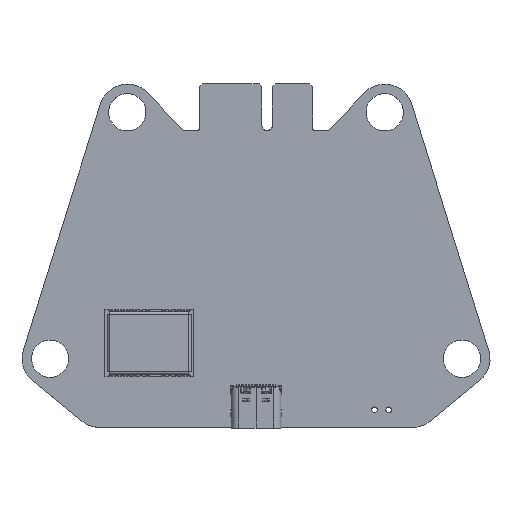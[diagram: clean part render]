
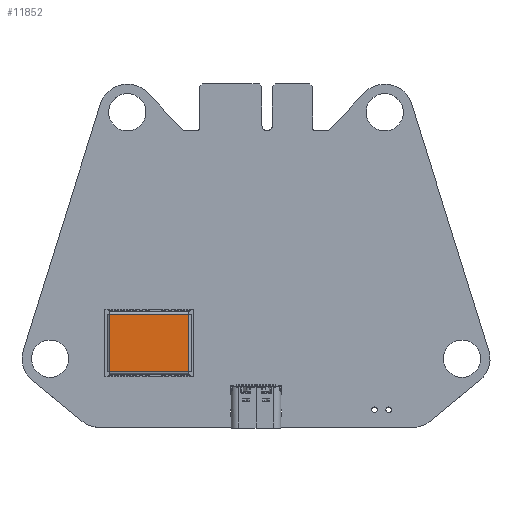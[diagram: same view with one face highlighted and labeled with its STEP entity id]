
A CAD part, top view. The second image highlights one B-rep face of the part: STEP entity #11852.
In plain terms, the highlighted face is planar.
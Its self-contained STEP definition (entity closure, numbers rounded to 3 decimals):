
#11103 = VERTEX_POINT('',#11104);
#11104 = CARTESIAN_POINT('',(-5.2,2.6,-7.1));
#11120 = VERTEX_POINT('',#11121);
#11121 = CARTESIAN_POINT('',(-5.2,2.6,7.1));
#11128 = EDGE_CURVE('',#11103,#11120,#11129,.T.);
#11129 = LINE('',#11130,#11131);
#11130 = CARTESIAN_POINT('',(-5.2,2.6,-7.293));
#11131 = VECTOR('',#11132,1.);
#11132 = DIRECTION('',(-0.,0.,1.));
#11381 = VERTEX_POINT('',#11382);
#11382 = CARTESIAN_POINT('',(5.2,2.6,-7.1));
#11391 = EDGE_CURVE('',#11392,#11381,#11394,.T.);
#11392 = VERTEX_POINT('',#11393);
#11393 = CARTESIAN_POINT('',(5.2,2.6,7.1));
#11394 = LINE('',#11395,#11396);
#11395 = CARTESIAN_POINT('',(5.2,2.6,7.293));
#11396 = VECTOR('',#11397,1.);
#11397 = DIRECTION('',(-0.,0.,-1.));
#11852 = ADVANCED_FACE('',(#11853),#11869,.F.);
#11853 = FACE_BOUND('',#11854,.T.);
#11854 = EDGE_LOOP('',(#11855,#11861,#11862,#11868));
#11855 = ORIENTED_EDGE('',*,*,#11856,.T.);
#11856 = EDGE_CURVE('',#11120,#11392,#11857,.T.);
#11857 = LINE('',#11858,#11859);
#11858 = CARTESIAN_POINT('',(-5.393,2.6,7.1));
#11859 = VECTOR('',#11860,1.);
#11860 = DIRECTION('',(1.,0.,0.));
#11861 = ORIENTED_EDGE('',*,*,#11391,.T.);
#11862 = ORIENTED_EDGE('',*,*,#11863,.T.);
#11863 = EDGE_CURVE('',#11381,#11103,#11864,.T.);
#11864 = LINE('',#11865,#11866);
#11865 = CARTESIAN_POINT('',(5.393,2.6,-7.1));
#11866 = VECTOR('',#11867,1.);
#11867 = DIRECTION('',(-1.,0.,0.));
#11868 = ORIENTED_EDGE('',*,*,#11128,.T.);
#11869 = PLANE('',#11870);
#11870 = AXIS2_PLACEMENT_3D('',#11871,#11872,#11873);
#11871 = CARTESIAN_POINT('',(0.,2.6,0.));
#11872 = DIRECTION('',(0.,-1.,0.));
#11873 = DIRECTION('',(0.,-0.,-1.));
